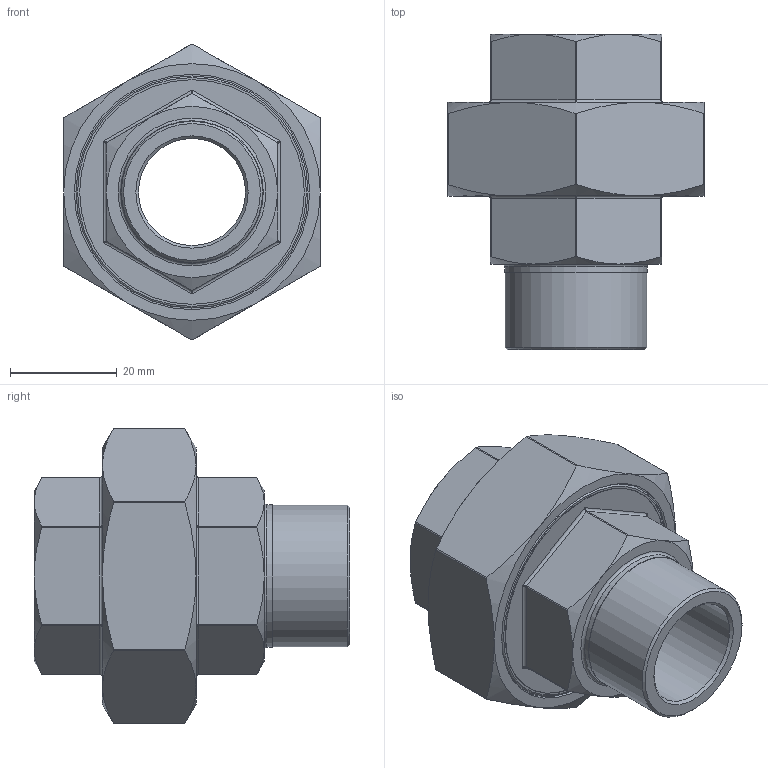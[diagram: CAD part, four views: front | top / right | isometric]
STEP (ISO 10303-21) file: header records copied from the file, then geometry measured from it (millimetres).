
FILE_DESCRIPTION(/* description */ (''),/* implementation_level */ '2;1');
FILE_NAME(/* name */ 'KI-315-020 Aschl.stp',/* time_stamp */ '2018-02-01T13:42:12+01:00',/* author */ ('hochmair'),/* organization */ ('DACAPO Stainless'),/* preprocessor_version */ 'ST-DEVELOPER v16.13',/* originating_system */ 'Autodesk Inventor 2018',/* authorisation */ '');
FILE_SCHEMA (('AUTOMOTIVE_DESIGN { 1 0 10303 214 3 1 1 }'));
Length unit declared in the file: millimetre
Products named in the file (1): TB27383045
Bounding box: 48 x 59 x 55.33 mm (x, y, z)
Volume: 38382.1 mm3; surface area: 14773.1 mm2
Topology: 1 solids, 1 shells, 112 faces, 262 edges, 149 vertices
Faces by surface type: cylinder 38, cone 31, plane 29, bspline 12, torus 2
Full cylindrical faces by diameter (mm): 20 x1, 24.117 x1, 26.441 x1, 26.641 x1, 26.841 x1, 42 x1, 43.4 x1, 44 x1
Entity records: 3197 total; most frequent: CARTESIAN_POINT 867, DIRECTION 500, ORIENTED_EDGE 454, EDGE_CURVE 227, AXIS2_PLACEMENT_3D 220, VERTEX_POINT 143, EDGE_LOOP 140, FACE_OUTER_BOUND 112
